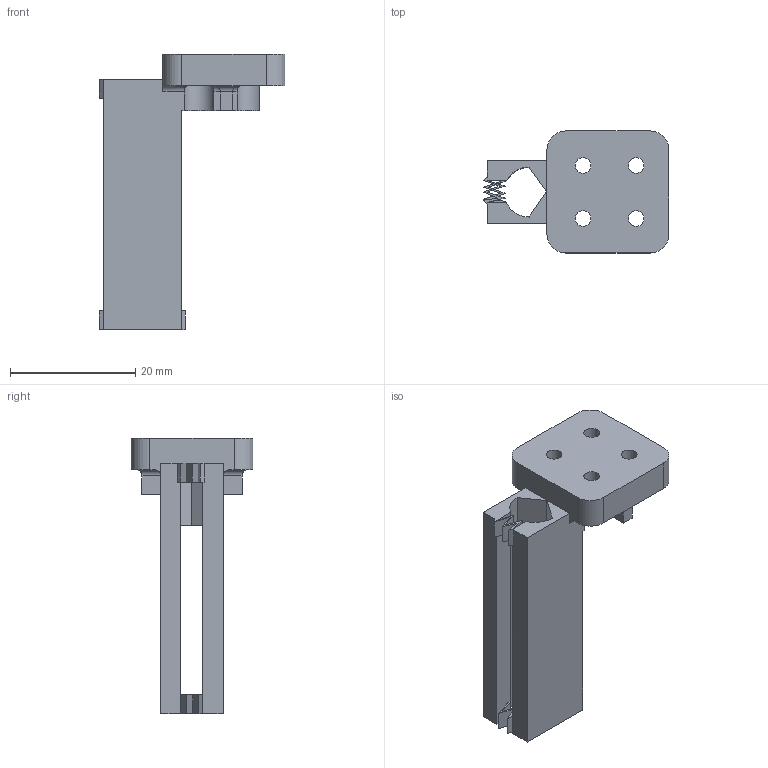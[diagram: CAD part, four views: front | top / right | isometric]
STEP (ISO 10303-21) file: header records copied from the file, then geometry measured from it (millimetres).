
FILE_DESCRIPTION(('STEP AP203'), '1');
FILE_NAME('侹蜬5', '', ('UNSPECIFIED'), ('UNSPECIFIED'), 'C3D Converter', 'C3D Toolkit', '');
FILE_SCHEMA(('CONFIG_CONTROL_DESIGN'));
Length unit declared in the file: millimetre
Bounding box: 29.72 x 19.5 x 44 mm (x, y, z)
Volume: 4655.4 mm3; surface area: 4350.8 mm2
Topology: 1 solids, 1 shells, 93 faces, 283 edges, 188 vertices
Faces by surface type: plane 67, cylinder 26
Full cylindrical faces by diameter (mm): 2.5 x4
Entity records: 4130 total; most frequent: CARTESIAN_POINT 853, ORIENTED_EDGE 558, DIRECTION 467, EDGE_CURVE 279, LINE 223, VECTOR 223, VERTEX_POINT 188, AXIS2_PLACEMENT_3D 122
